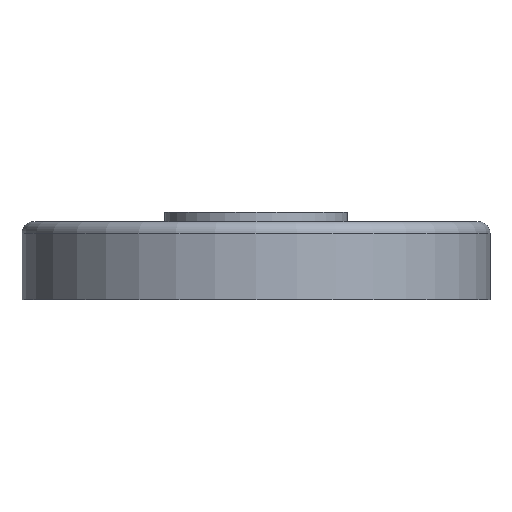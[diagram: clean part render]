
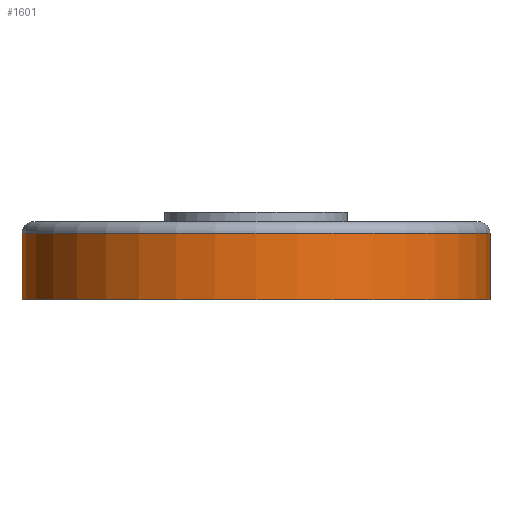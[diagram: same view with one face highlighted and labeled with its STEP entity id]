
A CAD part, front view. The second image highlights one B-rep face of the part: STEP entity #1601.
In plain terms, the highlighted cylindrical face has radius 9.85 mm (diameter 19.7 mm), a partial arc.
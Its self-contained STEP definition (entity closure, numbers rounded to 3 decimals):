
#30 = EDGE_LOOP ( 'NONE', ( #191, #460, #611, #1033 ) ) ;
#72 = LINE ( 'NONE', #1631, #603 ) ;
#191 = ORIENTED_EDGE ( 'NONE', *, *, #1474, .F. ) ;
#207 = CARTESIAN_POINT ( 'NONE',  ( -9.85, 0., 2.8 ) ) ;
#237 = VERTEX_POINT ( 'NONE', #416 ) ;
#380 = DIRECTION ( 'NONE',  ( 0., 0., -1. ) ) ;
#406 = CIRCLE ( 'NONE', #1279, 9.85 ) ;
#410 = CARTESIAN_POINT ( 'NONE',  ( 9.85, 0., 0. ) ) ;
#416 = CARTESIAN_POINT ( 'NONE',  ( 9.85, 0., 2.8 ) ) ;
#460 = ORIENTED_EDGE ( 'NONE', *, *, #1623, .T. ) ;
#509 = AXIS2_PLACEMENT_3D ( 'NONE', #1565, #1310, #1022 ) ;
#537 = VERTEX_POINT ( 'NONE', #207 ) ;
#603 = VECTOR ( 'NONE', #1507, 1000. ) ;
#611 = ORIENTED_EDGE ( 'NONE', *, *, #1071, .T. ) ;
#640 = CARTESIAN_POINT ( 'NONE',  ( 0., 0., 0. ) ) ;
#675 = CYLINDRICAL_SURFACE ( 'NONE', #1223, 9.85 ) ;
#755 = DIRECTION ( 'NONE',  ( 1., 0., 0. ) ) ;
#788 = VECTOR ( 'NONE', #380, 1000. ) ;
#1022 = DIRECTION ( 'NONE',  ( 1., 0., 0. ) ) ;
#1033 = ORIENTED_EDGE ( 'NONE', *, *, #1793, .T. ) ;
#1071 = EDGE_CURVE ( 'NONE', #537, #1177, #72, .T. ) ;
#1074 = LINE ( 'NONE', #1640, #788 ) ;
#1119 = DIRECTION ( 'NONE',  ( 0., 0., -1. ) ) ;
#1155 = CIRCLE ( 'NONE', #509, 9.85 ) ;
#1177 = VERTEX_POINT ( 'NONE', #1520 ) ;
#1185 = VERTEX_POINT ( 'NONE', #410 ) ;
#1223 = AXIS2_PLACEMENT_3D ( 'NONE', #1237, #1119, #1684 ) ;
#1237 = CARTESIAN_POINT ( 'NONE',  ( 0., 0., 3.7 ) ) ;
#1279 = AXIS2_PLACEMENT_3D ( 'NONE', #640, #1326, #755 ) ;
#1310 = DIRECTION ( 'NONE',  ( 0., 0., -1. ) ) ;
#1326 = DIRECTION ( 'NONE',  ( 0., 0., 1. ) ) ;
#1396 = FACE_OUTER_BOUND ( 'NONE', #30, .T. ) ;
#1474 = EDGE_CURVE ( 'NONE', #237, #1185, #1074, .T. ) ;
#1507 = DIRECTION ( 'NONE',  ( 0., 0., -1. ) ) ;
#1520 = CARTESIAN_POINT ( 'NONE',  ( -9.85, 0., 0. ) ) ;
#1565 = CARTESIAN_POINT ( 'NONE',  ( 0., 0., 2.8 ) ) ;
#1601 = ADVANCED_FACE ( 'NONE', ( #1396 ), #675, .T. ) ;
#1623 = EDGE_CURVE ( 'NONE', #237, #537, #1155, .T. ) ;
#1631 = CARTESIAN_POINT ( 'NONE',  ( -9.85, 0., 3.7 ) ) ;
#1640 = CARTESIAN_POINT ( 'NONE',  ( 9.85, 0., 3.7 ) ) ;
#1684 = DIRECTION ( 'NONE',  ( -1., 0., 0. ) ) ;
#1793 = EDGE_CURVE ( 'NONE', #1177, #1185, #406, .T. ) ;
